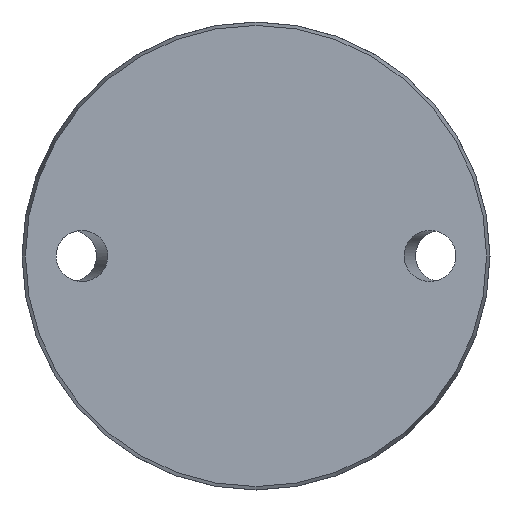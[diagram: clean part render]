
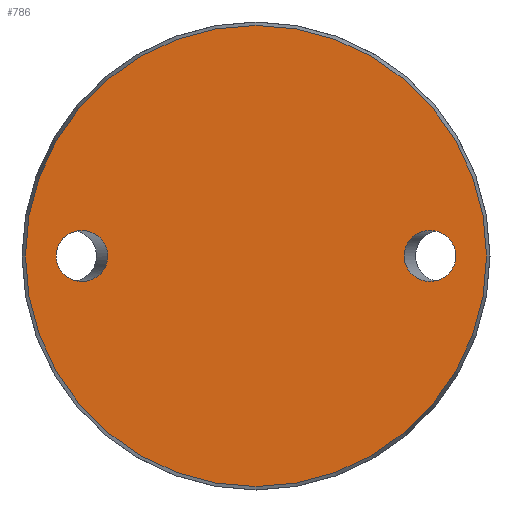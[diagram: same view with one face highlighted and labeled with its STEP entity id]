
A CAD part, front view. The second image highlights one B-rep face of the part: STEP entity #786.
In plain terms, the highlighted planar face has unit normal (0, -1, 0).
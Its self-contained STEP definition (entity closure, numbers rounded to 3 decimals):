
#10 = ORIENTED_EDGE ( 'NONE', *, *, #570, .F. ) ;
#20 = VERTEX_POINT ( 'NONE', #305 ) ;
#34 = DIRECTION ( 'NONE',  ( 0., 0., 1. ) ) ;
#70 = CARTESIAN_POINT ( 'NONE',  ( -24.691, 0., 0. ) ) ;
#99 = CARTESIAN_POINT ( 'NONE',  ( 33.309, 0., -8.5 ) ) ;
#110 = FACE_OUTER_BOUND ( 'NONE', #144, .T. ) ;
#119 = PLANE ( 'NONE',  #436 ) ;
#144 = EDGE_LOOP ( 'NONE', ( #814 ) ) ;
#163 =( BOUNDED_CURVE ( )  B_SPLINE_CURVE ( 3, ( #226, #467, #99, #307, #173, #391, #903 ),
 .UNSPECIFIED., .T., .F. ) 
 B_SPLINE_CURVE_WITH_KNOTS ( ( 4, 3, 4 ),
 ( 0., 3.142, 6.283 ),
 .UNSPECIFIED. ) 
 CURVE ( )  GEOMETRIC_REPRESENTATION_ITEM ( )  RATIONAL_B_SPLINE_CURVE ( ( 1., 0.333, 0.333, 1., 0.333, 0.333, 1. ) ) 
 REPRESENTATION_ITEM ( '' )  );
#171 = VERTEX_POINT ( 'NONE', #536 ) ;
#173 = CARTESIAN_POINT ( 'NONE',  ( 33.309, 0., 8.5 ) ) ;
#195 = DIRECTION ( 'NONE',  ( 0., 1., 0. ) ) ;
#226 = CARTESIAN_POINT ( 'NONE',  ( 24.691, 0., 0. ) ) ;
#234 = CARTESIAN_POINT ( 'NONE',  ( 0., 0., -38.425 ) ) ;
#305 = CARTESIAN_POINT ( 'NONE',  ( 24.691, 0., 0. ) ) ;
#307 = CARTESIAN_POINT ( 'NONE',  ( 33.309, 0., 0. ) ) ;
#316 = DIRECTION ( 'NONE',  ( 0., -1., 0. ) ) ;
#391 = CARTESIAN_POINT ( 'NONE',  ( 24.691, 0., 8.5 ) ) ;
#436 = AXIS2_PLACEMENT_3D ( 'NONE', #711, #195, #34 ) ;
#459 = DIRECTION ( 'NONE',  ( 0., 0., -1. ) ) ;
#467 = CARTESIAN_POINT ( 'NONE',  ( 24.691, 0., -8.5 ) ) ;
#476 = FACE_BOUND ( 'NONE', #496, .T. ) ;
#484 = AXIS2_PLACEMENT_3D ( 'NONE', #751, #316, #459 ) ;
#496 = EDGE_LOOP ( 'NONE', ( #10 ) ) ;
#506 = CARTESIAN_POINT ( 'NONE',  ( -33.309, 0., 8.5 ) ) ;
#507 = ORIENTED_EDGE ( 'NONE', *, *, #857, .T. ) ;
#509 = CARTESIAN_POINT ( 'NONE',  ( -24.691, 0., -8.5 ) ) ;
#536 = CARTESIAN_POINT ( 'NONE',  ( -33.309, 0., 0. ) ) ;
#570 = EDGE_CURVE ( 'NONE', #20, #20, #163, .T. ) ;
#575 = CARTESIAN_POINT ( 'NONE',  ( -33.309, 0., -8.5 ) ) ;
#584 = CARTESIAN_POINT ( 'NONE',  ( -24.691, 0., 8.5 ) ) ;
#622 = VERTEX_POINT ( 'NONE', #234 ) ;
#659 = EDGE_LOOP ( 'NONE', ( #507 ) ) ;
#665 =( BOUNDED_CURVE ( )  B_SPLINE_CURVE ( 3, ( #938, #506, #584, #70, #509, #575, #733 ),
 .UNSPECIFIED., .T., .F. ) 
 B_SPLINE_CURVE_WITH_KNOTS ( ( 4, 3, 4 ),
 ( 0., 3.142, 6.283 ),
 .UNSPECIFIED. ) 
 CURVE ( )  GEOMETRIC_REPRESENTATION_ITEM ( )  RATIONAL_B_SPLINE_CURVE ( ( 1., 0.333, 0.333, 1., 0.333, 0.333, 1. ) ) 
 REPRESENTATION_ITEM ( '' )  );
#670 = EDGE_CURVE ( 'NONE', #622, #622, #765, .T. ) ;
#711 = CARTESIAN_POINT ( 'NONE',  ( -38.425, 0., 0. ) ) ;
#733 = CARTESIAN_POINT ( 'NONE',  ( -33.309, 0., 0. ) ) ;
#751 = CARTESIAN_POINT ( 'NONE',  ( 0., 0., 0. ) ) ;
#765 = CIRCLE ( 'NONE', #484, 38.425 ) ;
#782 = FACE_BOUND ( 'NONE', #659, .T. ) ;
#786 = ADVANCED_FACE ( 'NONE', ( #782, #476, #110 ), #119, .F. ) ;
#814 = ORIENTED_EDGE ( 'NONE', *, *, #670, .T. ) ;
#857 = EDGE_CURVE ( 'NONE', #171, #171, #665, .T. ) ;
#903 = CARTESIAN_POINT ( 'NONE',  ( 24.691, 0., 0. ) ) ;
#938 = CARTESIAN_POINT ( 'NONE',  ( -33.309, 0., 0. ) ) ;
